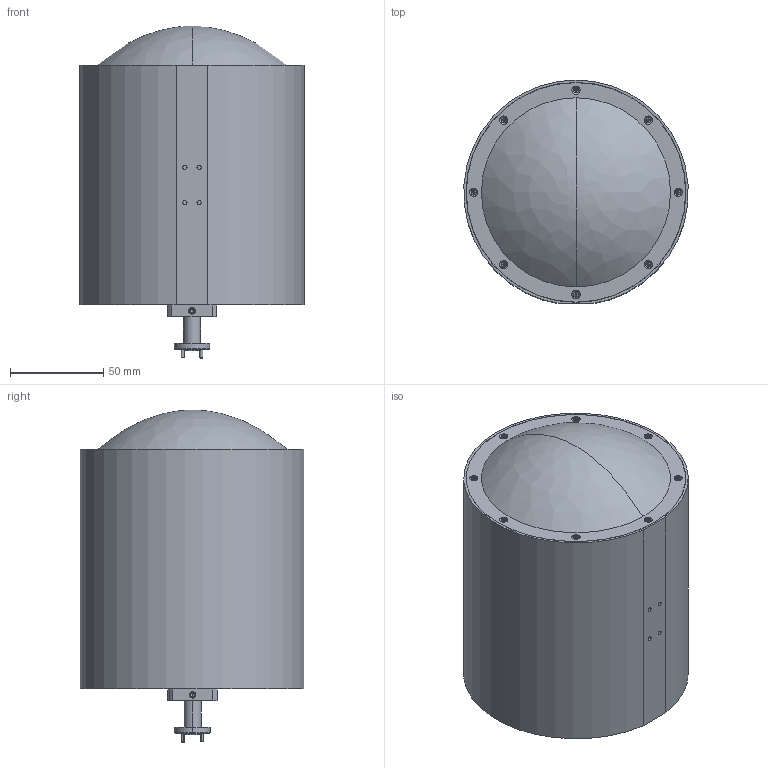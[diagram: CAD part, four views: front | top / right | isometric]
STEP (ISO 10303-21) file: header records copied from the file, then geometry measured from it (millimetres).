
FILE_DESCRIPTION (( 'STEP AP203' ), '1' );
FILE_NAME ('SAG-8831043702-094-S1, Defeatured.STEP', '2021-06-09T18:58:27', ( '' ), ( '' ), 'SwSTEP 2.0', 'SolidWorks 2021', '' );
FILE_SCHEMA (( 'CONFIG_CONTROL_DESIGN' ));
Length unit declared in the file: millimetre
Products named in the file (1): SAG-8831043702-094-S1, Defeatured
Bounding box: 120.34 x 120.04 x 178.28 mm (x, y, z)
Volume: 520747.1 mm3; surface area: 138492 mm2
Topology: 19 solids, 24 shells, 862 faces, 2103 edges, 1318 vertices
Faces by surface type: plane 417, cylinder 248, cone 195, bspline 2
Entity records: 25944 total; most frequent: CARTESIAN_POINT 6213, ORIENTED_EDGE 4126, DIRECTION 4053, EDGE_CURVE 2063, AXIS2_PLACEMENT_3D 1576, VERTEX_POINT 1318, EDGE_LOOP 955, VECTOR 901
